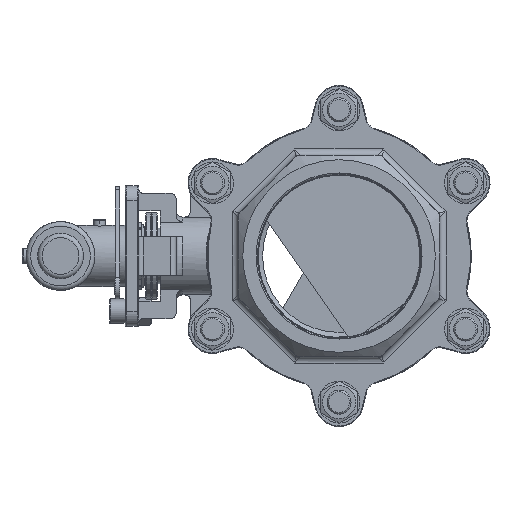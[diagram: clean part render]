
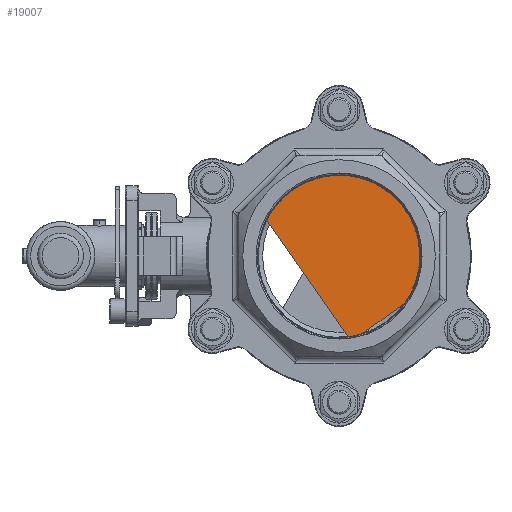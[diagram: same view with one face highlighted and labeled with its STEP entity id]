
A CAD part, left-side view. The second image highlights one B-rep face of the part: STEP entity #19007.
In plain terms, the highlighted planar face has unit normal (-1, 0, 0).
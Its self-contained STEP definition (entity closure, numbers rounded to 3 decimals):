
#7466=ORIENTED_EDGE('',*,*,#11777,.F.);
#7467=ORIENTED_EDGE('',*,*,#10318,.T.);
#7468=ORIENTED_EDGE('',*,*,#11778,.F.);
#7469=ORIENTED_EDGE('',*,*,#10373,.T.);
#10318=EDGE_CURVE('',#13068,#13067,#14598,.T.);
#10373=EDGE_CURVE('',#13121,#13122,#14601,.T.);
#11777=EDGE_CURVE('',#13068,#13122,#15068,.T.);
#11778=EDGE_CURVE('',#13121,#13067,#15069,.T.);
#13067=VERTEX_POINT('',#31629);
#13068=VERTEX_POINT('',#31631);
#13121=VERTEX_POINT('',#32298);
#13122=VERTEX_POINT('',#32299);
#14598=CIRCLE('',#19896,53.3);
#14601=CIRCLE('',#19901,53.31);
#15068=CIRCLE('',#20853,53.178);
#15069=CIRCLE('',#20854,53.504);
#16002=EDGE_LOOP('',(#7466,#7467,#7468,#7469));
#17377=FACE_BOUND('',#16002,.T.);
#18128=PLANE('',#20852);
#19007=ADVANCED_FACE('',(#17377),#18128,.T.);
#19896=AXIS2_PLACEMENT_3D('',#31630,#22114,#22115);
#19901=AXIS2_PLACEMENT_3D('',#32297,#22124,#22125);
#20852=AXIS2_PLACEMENT_3D('',#40913,#24640,#24641);
#20853=AXIS2_PLACEMENT_3D('',#40914,#24642,#24643);
#20854=AXIS2_PLACEMENT_3D('',#40915,#24644,#24645);
#22114=DIRECTION('',(1.,0.,0.));
#22115=DIRECTION('',(0.,0.,1.));
#22124=DIRECTION('',(-1.,0.,0.));
#22125=DIRECTION('',(0.,0.,1.));
#24640=DIRECTION('',(-1.,0.,0.));
#24641=DIRECTION('',(0.,0.,1.));
#24642=DIRECTION('',(-1.,0.,0.));
#24643=DIRECTION('',(0.,0.881,0.472));
#24644=DIRECTION('',(-1.,0.,0.));
#24645=DIRECTION('',(0.,0.048,-0.999));
#31629=CARTESIAN_POINT('',(-82.,2.616,-53.236));
#31630=CARTESIAN_POINT('',(-82.,0.,0.));
#31631=CARTESIAN_POINT('',(-82.,47.333,24.504));
#32297=CARTESIAN_POINT('',(-82.,0.,0.));
#32298=CARTESIAN_POINT('',(-82.,3.325,-53.206));
#32299=CARTESIAN_POINT('',(-82.,47.658,23.889));
#40913=CARTESIAN_POINT('',(-82.,0.,0.));
#40914=CARTESIAN_POINT('',(-82.,0.466,-0.622));
#40915=CARTESIAN_POINT('',(-82.,0.742,0.236));
